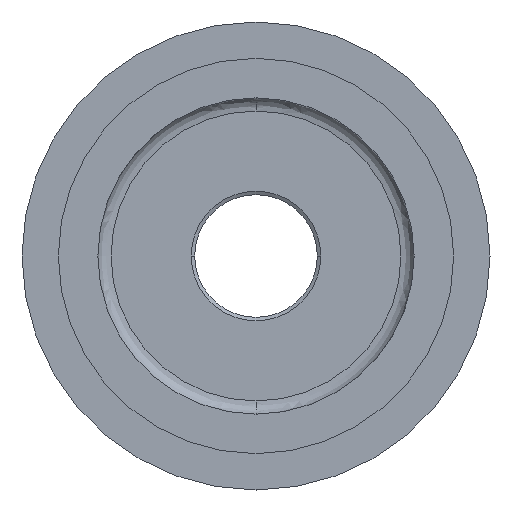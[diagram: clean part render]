
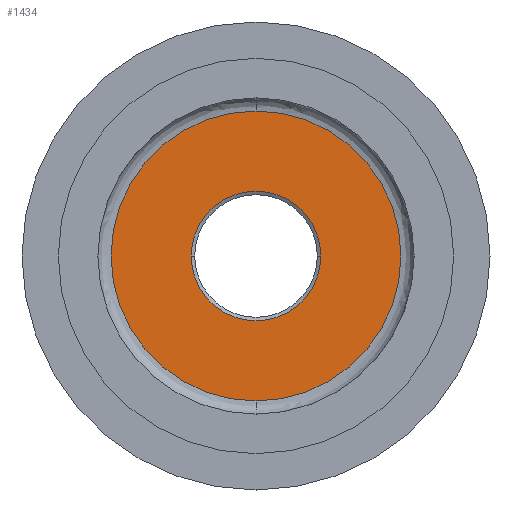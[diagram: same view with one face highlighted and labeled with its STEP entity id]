
A CAD part, left-side view. The second image highlights one B-rep face of the part: STEP entity #1434.
In plain terms, the highlighted planar face has unit normal (-1, 0, 0).
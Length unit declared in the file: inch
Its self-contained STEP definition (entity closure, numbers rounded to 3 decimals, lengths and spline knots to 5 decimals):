
#320=CARTESIAN_POINT('',(3.80186,4.67218,1.375));
#321=VERTEX_POINT('',#320);
#330=CARTESIAN_POINT('',(3.80186,4.67218,-1.375));
#331=VERTEX_POINT('',#330);
#339=CARTESIAN_POINT('',(3.80186,4.67218,0.0));
#340=DIRECTION('',(1.0,0.0,0.0));
#341=DIRECTION('',(0.0,0.0,-1.0));
#342=AXIS2_PLACEMENT_3D('',#339,#340,#341);
#343=CIRCLE('',#342,1.375);
#344=EDGE_CURVE('',#331,#321,#343,.T.);
#937=CARTESIAN_POINT('',(3.80186,5.28673,0.0));
#938=VERTEX_POINT('',#937);
#945=CARTESIAN_POINT('',(3.80186,4.05764,0.));
#946=VERTEX_POINT('',#945);
#947=CARTESIAN_POINT('',(3.80186,4.67218,0.0));
#948=DIRECTION('',(1.0,0.0,0.0));
#949=DIRECTION('',(0.0,1.0,0.0));
#950=AXIS2_PLACEMENT_3D('',#947,#948,#949);
#951=CIRCLE('',#950,0.61455);
#952=EDGE_CURVE('',#946,#938,#951,.T.);
#978=CARTESIAN_POINT('',(3.80186,4.67218,0.0));
#979=DIRECTION('',(1.0,0.0,0.0));
#980=DIRECTION('',(0.0,1.0,0.0));
#981=AXIS2_PLACEMENT_3D('',#978,#979,#980);
#982=CIRCLE('',#981,0.61455);
#983=EDGE_CURVE('',#938,#946,#982,.T.);
#1385=CARTESIAN_POINT('',(3.80186,4.67218,0.0));
#1386=DIRECTION('',(1.0,0.0,0.0));
#1387=DIRECTION('',(0.0,0.0,-1.0));
#1388=AXIS2_PLACEMENT_3D('',#1385,#1386,#1387);
#1389=CIRCLE('',#1388,1.375);
#1390=EDGE_CURVE('',#321,#331,#1389,.T.);
#1421=CARTESIAN_POINT('',(3.80186,4.67218,0.0));
#1422=DIRECTION('',(-1.0,0.0,0.0));
#1423=DIRECTION('',(0.0,0.0,1.0));
#1424=AXIS2_PLACEMENT_3D('',#1421,#1422,#1423);
#1425=PLANE('',#1424);
#1426=ORIENTED_EDGE('',*,*,#1390,.F.);
#1427=ORIENTED_EDGE('',*,*,#344,.F.);
#1428=EDGE_LOOP('',(#1426,#1427));
#1429=FACE_OUTER_BOUND('',#1428,.T.);
#1430=ORIENTED_EDGE('',*,*,#952,.T.);
#1431=ORIENTED_EDGE('',*,*,#983,.T.);
#1432=EDGE_LOOP('',(#1430,#1431));
#1433=FACE_BOUND('',#1432,.T.);
#1434=ADVANCED_FACE('',(#1429,#1433),#1425,.T.);
